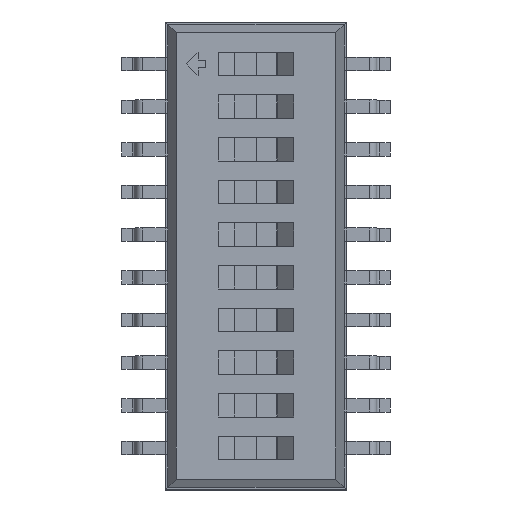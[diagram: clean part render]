
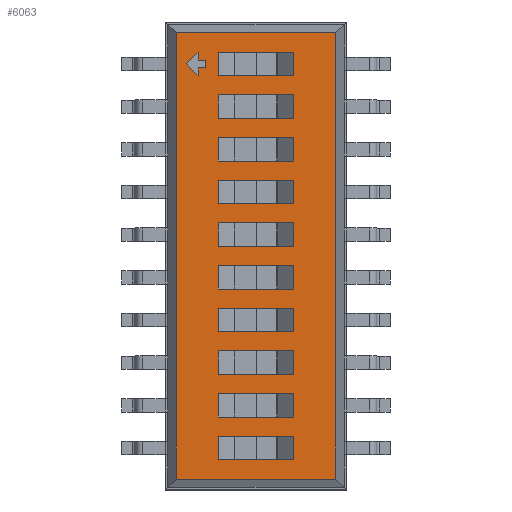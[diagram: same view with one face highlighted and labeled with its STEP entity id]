
A CAD part, top view. The second image highlights one B-rep face of the part: STEP entity #6063.
In plain terms, the highlighted planar face has unit normal (0, 0, 1).
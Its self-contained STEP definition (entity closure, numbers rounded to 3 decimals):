
#27=VECTOR('',#28,1.);
#28=DIRECTION('',(0.,1.,0.));
#34=VECTOR('',#35,1.);
#35=DIRECTION('',(-1.,0.,0.));
#41=VECTOR('',#42,1.);
#42=DIRECTION('',(0.,-1.,0.));
#46=VECTOR('',#47,1.);
#47=DIRECTION('',(1.,0.,0.));
#50=DIRECTION('',(0.,0.,-1.));
#4099=VERTEX_POINT('',#4100);
#4100=CARTESIAN_POINT('',(2.375,6.64,2.6));
#4102=ORIENTED_EDGE('',*,*,#4103,.F.);
#4103=EDGE_CURVE('',#4104,#4099,#4106,.T.);
#4104=VERTEX_POINT('',#4105);
#4105=CARTESIAN_POINT('',(2.375,-6.64,2.6));
#4106=LINE('',#4105,#27);
#5059=VERTEX_POINT('',#5060);
#5060=CARTESIAN_POINT('',(-2.375,6.64,2.6));
#5062=ORIENTED_EDGE('',*,*,#5063,.F.);
#5063=EDGE_CURVE('',#4099,#5059,#5064,.T.);
#5064=LINE('',#4100,#34);
#5103=VERTEX_POINT('',#5104);
#5104=CARTESIAN_POINT('',(-2.375,-6.64,2.6));
#5106=ORIENTED_EDGE('',*,*,#5107,.F.);
#5107=EDGE_CURVE('',#5059,#5103,#5108,.T.);
#5108=LINE('',#5060,#41);
#6058=ORIENTED_EDGE('',*,*,#6059,.F.);
#6059=EDGE_CURVE('',#5103,#4104,#6060,.T.);
#6060=LINE('',#5104,#46);
#6063=ADVANCED_FACE('',(#6064,#6066,#6088,#6110,#6132,#6154,#6176,#6198,#6220,#6242,#6264,#6286),#6327,.F.);
#6064=FACE_BOUND('',#6065,.F.);
#6065=EDGE_LOOP('',(#4102,#6058,#5106,#5062));
#6066=FACE_BOUND('',#6067,.F.);
#6067=EDGE_LOOP('',(#6068,#6075,#6080,#6085));
#6068=ORIENTED_EDGE('',*,*,#6069,.T.);
#6069=EDGE_CURVE('',#6070,#6072,#6074,.T.);
#6070=VERTEX_POINT('',#6071);
#6071=CARTESIAN_POINT('',(-1.125,-4.095,2.6));
#6072=VERTEX_POINT('',#6073);
#6073=CARTESIAN_POINT('',(-1.125,-4.795,2.6));
#6074=LINE('',#6071,#41);
#6075=ORIENTED_EDGE('',*,*,#6076,.T.);
#6076=EDGE_CURVE('',#6072,#6077,#6079,.T.);
#6077=VERTEX_POINT('',#6078);
#6078=CARTESIAN_POINT('',(1.125,-4.795,2.6));
#6079=LINE('',#6073,#46);
#6080=ORIENTED_EDGE('',*,*,#6081,.T.);
#6081=EDGE_CURVE('',#6077,#6082,#6084,.T.);
#6082=VERTEX_POINT('',#6083);
#6083=CARTESIAN_POINT('',(1.125,-4.095,2.6));
#6084=LINE('',#6078,#27);
#6085=ORIENTED_EDGE('',*,*,#6086,.T.);
#6086=EDGE_CURVE('',#6082,#6070,#6087,.T.);
#6087=LINE('',#6083,#34);
#6088=FACE_BOUND('',#6089,.F.);
#6089=EDGE_LOOP('',(#6090,#6097,#6102,#6107));
#6090=ORIENTED_EDGE('',*,*,#6091,.T.);
#6091=EDGE_CURVE('',#6092,#6094,#6096,.T.);
#6092=VERTEX_POINT('',#6093);
#6093=CARTESIAN_POINT('',(1.125,-5.365,2.6));
#6094=VERTEX_POINT('',#6095);
#6095=CARTESIAN_POINT('',(-1.125,-5.365,2.6));
#6096=LINE('',#6093,#34);
#6097=ORIENTED_EDGE('',*,*,#6098,.T.);
#6098=EDGE_CURVE('',#6094,#6099,#6101,.T.);
#6099=VERTEX_POINT('',#6100);
#6100=CARTESIAN_POINT('',(-1.125,-6.065,2.6));
#6101=LINE('',#6095,#41);
#6102=ORIENTED_EDGE('',*,*,#6103,.T.);
#6103=EDGE_CURVE('',#6099,#6104,#6106,.T.);
#6104=VERTEX_POINT('',#6105);
#6105=CARTESIAN_POINT('',(1.125,-6.065,2.6));
#6106=LINE('',#6100,#46);
#6107=ORIENTED_EDGE('',*,*,#6108,.T.);
#6108=EDGE_CURVE('',#6104,#6092,#6109,.T.);
#6109=LINE('',#6105,#27);
#6110=FACE_BOUND('',#6111,.F.);
#6111=EDGE_LOOP('',(#6112,#6119,#6124,#6129));
#6112=ORIENTED_EDGE('',*,*,#6113,.T.);
#6113=EDGE_CURVE('',#6114,#6116,#6118,.T.);
#6114=VERTEX_POINT('',#6115);
#6115=CARTESIAN_POINT('',(-1.125,-3.525,2.6));
#6116=VERTEX_POINT('',#6117);
#6117=CARTESIAN_POINT('',(1.125,-3.525,2.6));
#6118=LINE('',#6115,#46);
#6119=ORIENTED_EDGE('',*,*,#6120,.T.);
#6120=EDGE_CURVE('',#6116,#6121,#6123,.T.);
#6121=VERTEX_POINT('',#6122);
#6122=CARTESIAN_POINT('',(1.125,-2.825,2.6));
#6123=LINE('',#6117,#27);
#6124=ORIENTED_EDGE('',*,*,#6125,.T.);
#6125=EDGE_CURVE('',#6121,#6126,#6128,.T.);
#6126=VERTEX_POINT('',#6127);
#6127=CARTESIAN_POINT('',(-1.125,-2.825,2.6));
#6128=LINE('',#6122,#34);
#6129=ORIENTED_EDGE('',*,*,#6130,.T.);
#6130=EDGE_CURVE('',#6126,#6114,#6131,.T.);
#6131=LINE('',#6127,#41);
#6132=FACE_BOUND('',#6133,.F.);
#6133=EDGE_LOOP('',(#6134,#6141,#6146,#6151));
#6134=ORIENTED_EDGE('',*,*,#6135,.T.);
#6135=EDGE_CURVE('',#6136,#6138,#6140,.T.);
#6136=VERTEX_POINT('',#6137);
#6137=CARTESIAN_POINT('',(1.125,-0.985,2.6));
#6138=VERTEX_POINT('',#6139);
#6139=CARTESIAN_POINT('',(1.125,-0.285,2.6));
#6140=LINE('',#6137,#27);
#6141=ORIENTED_EDGE('',*,*,#6142,.T.);
#6142=EDGE_CURVE('',#6138,#6143,#6145,.T.);
#6143=VERTEX_POINT('',#6144);
#6144=CARTESIAN_POINT('',(-1.125,-0.285,2.6));
#6145=LINE('',#6139,#34);
#6146=ORIENTED_EDGE('',*,*,#6147,.T.);
#6147=EDGE_CURVE('',#6143,#6148,#6150,.T.);
#6148=VERTEX_POINT('',#6149);
#6149=CARTESIAN_POINT('',(-1.125,-0.985,2.6));
#6150=LINE('',#6144,#41);
#6151=ORIENTED_EDGE('',*,*,#6152,.T.);
#6152=EDGE_CURVE('',#6148,#6136,#6153,.T.);
#6153=LINE('',#6149,#46);
#6154=FACE_BOUND('',#6155,.F.);
#6155=EDGE_LOOP('',(#6156,#6163,#6168,#6173));
#6156=ORIENTED_EDGE('',*,*,#6157,.T.);
#6157=EDGE_CURVE('',#6158,#6160,#6162,.T.);
#6158=VERTEX_POINT('',#6159);
#6159=CARTESIAN_POINT('',(1.125,-1.555,2.6));
#6160=VERTEX_POINT('',#6161);
#6161=CARTESIAN_POINT('',(-1.125,-1.555,2.6));
#6162=LINE('',#6159,#34);
#6163=ORIENTED_EDGE('',*,*,#6164,.T.);
#6164=EDGE_CURVE('',#6160,#6165,#6167,.T.);
#6165=VERTEX_POINT('',#6166);
#6166=CARTESIAN_POINT('',(-1.125,-2.255,2.6));
#6167=LINE('',#6161,#41);
#6168=ORIENTED_EDGE('',*,*,#6169,.T.);
#6169=EDGE_CURVE('',#6165,#6170,#6172,.T.);
#6170=VERTEX_POINT('',#6171);
#6171=CARTESIAN_POINT('',(1.125,-2.255,2.6));
#6172=LINE('',#6166,#46);
#6173=ORIENTED_EDGE('',*,*,#6174,.T.);
#6174=EDGE_CURVE('',#6170,#6158,#6175,.T.);
#6175=LINE('',#6171,#27);
#6176=FACE_BOUND('',#6177,.F.);
#6177=EDGE_LOOP('',(#6178,#6185,#6190,#6195));
#6178=ORIENTED_EDGE('',*,*,#6179,.T.);
#6179=EDGE_CURVE('',#6180,#6182,#6184,.T.);
#6180=VERTEX_POINT('',#6181);
#6181=CARTESIAN_POINT('',(-1.125,3.525,2.6));
#6182=VERTEX_POINT('',#6183);
#6183=CARTESIAN_POINT('',(-1.125,2.825,2.6));
#6184=LINE('',#6181,#41);
#6185=ORIENTED_EDGE('',*,*,#6186,.T.);
#6186=EDGE_CURVE('',#6182,#6187,#6189,.T.);
#6187=VERTEX_POINT('',#6188);
#6188=CARTESIAN_POINT('',(1.125,2.825,2.6));
#6189=LINE('',#6183,#46);
#6190=ORIENTED_EDGE('',*,*,#6191,.T.);
#6191=EDGE_CURVE('',#6187,#6192,#6194,.T.);
#6192=VERTEX_POINT('',#6193);
#6193=CARTESIAN_POINT('',(1.125,3.525,2.6));
#6194=LINE('',#6188,#27);
#6195=ORIENTED_EDGE('',*,*,#6196,.T.);
#6196=EDGE_CURVE('',#6192,#6180,#6197,.T.);
#6197=LINE('',#6193,#34);
#6198=FACE_BOUND('',#6199,.F.);
#6199=EDGE_LOOP('',(#6200,#6207,#6212,#6217));
#6200=ORIENTED_EDGE('',*,*,#6201,.T.);
#6201=EDGE_CURVE('',#6202,#6204,#6206,.T.);
#6202=VERTEX_POINT('',#6203);
#6203=CARTESIAN_POINT('',(1.125,1.555,2.6));
#6204=VERTEX_POINT('',#6205);
#6205=CARTESIAN_POINT('',(1.125,2.255,2.6));
#6206=LINE('',#6203,#27);
#6207=ORIENTED_EDGE('',*,*,#6208,.T.);
#6208=EDGE_CURVE('',#6204,#6209,#6211,.T.);
#6209=VERTEX_POINT('',#6210);
#6210=CARTESIAN_POINT('',(-1.125,2.255,2.6));
#6211=LINE('',#6205,#34);
#6212=ORIENTED_EDGE('',*,*,#6213,.T.);
#6213=EDGE_CURVE('',#6209,#6214,#6216,.T.);
#6214=VERTEX_POINT('',#6215);
#6215=CARTESIAN_POINT('',(-1.125,1.555,2.6));
#6216=LINE('',#6210,#41);
#6217=ORIENTED_EDGE('',*,*,#6218,.T.);
#6218=EDGE_CURVE('',#6214,#6202,#6219,.T.);
#6219=LINE('',#6215,#46);
#6220=FACE_BOUND('',#6221,.F.);
#6221=EDGE_LOOP('',(#6222,#6229,#6234,#6239));
#6222=ORIENTED_EDGE('',*,*,#6223,.T.);
#6223=EDGE_CURVE('',#6224,#6226,#6228,.T.);
#6224=VERTEX_POINT('',#6225);
#6225=CARTESIAN_POINT('',(-1.125,0.985,2.6));
#6226=VERTEX_POINT('',#6227);
#6227=CARTESIAN_POINT('',(-1.125,0.285,2.6));
#6228=LINE('',#6225,#41);
#6229=ORIENTED_EDGE('',*,*,#6230,.T.);
#6230=EDGE_CURVE('',#6226,#6231,#6233,.T.);
#6231=VERTEX_POINT('',#6232);
#6232=CARTESIAN_POINT('',(1.125,0.285,2.6));
#6233=LINE('',#6227,#46);
#6234=ORIENTED_EDGE('',*,*,#6235,.T.);
#6235=EDGE_CURVE('',#6231,#6236,#6238,.T.);
#6236=VERTEX_POINT('',#6237);
#6237=CARTESIAN_POINT('',(1.125,0.985,2.6));
#6238=LINE('',#6232,#27);
#6239=ORIENTED_EDGE('',*,*,#6240,.T.);
#6240=EDGE_CURVE('',#6236,#6224,#6241,.T.);
#6241=LINE('',#6237,#34);
#6242=FACE_BOUND('',#6243,.F.);
#6243=EDGE_LOOP('',(#6244,#6251,#6256,#6261));
#6244=ORIENTED_EDGE('',*,*,#6245,.T.);
#6245=EDGE_CURVE('',#6246,#6248,#6250,.T.);
#6246=VERTEX_POINT('',#6247);
#6247=CARTESIAN_POINT('',(-1.125,4.795,2.6));
#6248=VERTEX_POINT('',#6249);
#6249=CARTESIAN_POINT('',(-1.125,4.095,2.6));
#6250=LINE('',#6247,#41);
#6251=ORIENTED_EDGE('',*,*,#6252,.T.);
#6252=EDGE_CURVE('',#6248,#6253,#6255,.T.);
#6253=VERTEX_POINT('',#6254);
#6254=CARTESIAN_POINT('',(1.125,4.095,2.6));
#6255=LINE('',#6249,#46);
#6256=ORIENTED_EDGE('',*,*,#6257,.T.);
#6257=EDGE_CURVE('',#6253,#6258,#6260,.T.);
#6258=VERTEX_POINT('',#6259);
#6259=CARTESIAN_POINT('',(1.125,4.795,2.6));
#6260=LINE('',#6254,#27);
#6261=ORIENTED_EDGE('',*,*,#6262,.T.);
#6262=EDGE_CURVE('',#6258,#6246,#6263,.T.);
#6263=LINE('',#6259,#34);
#6264=FACE_BOUND('',#6265,.F.);
#6265=EDGE_LOOP('',(#6266,#6273,#6278,#6283));
#6266=ORIENTED_EDGE('',*,*,#6267,.T.);
#6267=EDGE_CURVE('',#6268,#6270,#6272,.T.);
#6268=VERTEX_POINT('',#6269);
#6269=CARTESIAN_POINT('',(-1.125,5.365,2.6));
#6270=VERTEX_POINT('',#6271);
#6271=CARTESIAN_POINT('',(1.125,5.365,2.6));
#6272=LINE('',#6269,#46);
#6273=ORIENTED_EDGE('',*,*,#6274,.T.);
#6274=EDGE_CURVE('',#6270,#6275,#6277,.T.);
#6275=VERTEX_POINT('',#6276);
#6276=CARTESIAN_POINT('',(1.125,6.065,2.6));
#6277=LINE('',#6271,#27);
#6278=ORIENTED_EDGE('',*,*,#6279,.T.);
#6279=EDGE_CURVE('',#6275,#6280,#6282,.T.);
#6280=VERTEX_POINT('',#6281);
#6281=CARTESIAN_POINT('',(-1.125,6.065,2.6));
#6282=LINE('',#6276,#34);
#6283=ORIENTED_EDGE('',*,*,#6284,.T.);
#6284=EDGE_CURVE('',#6280,#6268,#6285,.T.);
#6285=LINE('',#6281,#41);
#6286=FACE_BOUND('',#6287,.F.);
#6287=EDGE_LOOP('',(#6288,#6297,#6304,#6309,#6314,#6319,#6324));
#6288=ORIENTED_EDGE('',*,*,#6289,.T.);
#6289=EDGE_CURVE('',#6290,#6292,#6294,.T.);
#6290=VERTEX_POINT('',#6291);
#6291=CARTESIAN_POINT('',(-1.725,6.065,2.6));
#6292=VERTEX_POINT('',#6293);
#6293=CARTESIAN_POINT('',(-2.075,5.715,2.6));
#6294=LINE('',#6291,#6295);
#6295=VECTOR('',#6296,1.);
#6296=DIRECTION('',(-0.707,-0.707,0.));
#6297=ORIENTED_EDGE('',*,*,#6298,.T.);
#6298=EDGE_CURVE('',#6292,#6299,#6301,.T.);
#6299=VERTEX_POINT('',#6300);
#6300=CARTESIAN_POINT('',(-1.725,5.365,2.6));
#6301=LINE('',#6293,#6302);
#6302=VECTOR('',#6303,1.);
#6303=DIRECTION('',(0.707,-0.707,0.));
#6304=ORIENTED_EDGE('',*,*,#6305,.T.);
#6305=EDGE_CURVE('',#6299,#6306,#6308,.T.);
#6306=VERTEX_POINT('',#6307);
#6307=CARTESIAN_POINT('',(-1.725,5.598,2.6));
#6308=LINE('',#6300,#27);
#6309=ORIENTED_EDGE('',*,*,#6310,.T.);
#6310=EDGE_CURVE('',#6306,#6311,#6313,.T.);
#6311=VERTEX_POINT('',#6312);
#6312=CARTESIAN_POINT('',(-1.492,5.598,2.6));
#6313=LINE('',#6307,#46);
#6314=ORIENTED_EDGE('',*,*,#6315,.T.);
#6315=EDGE_CURVE('',#6311,#6316,#6318,.T.);
#6316=VERTEX_POINT('',#6317);
#6317=CARTESIAN_POINT('',(-1.492,5.832,2.6));
#6318=LINE('',#6312,#27);
#6319=ORIENTED_EDGE('',*,*,#6320,.T.);
#6320=EDGE_CURVE('',#6316,#6321,#6323,.T.);
#6321=VERTEX_POINT('',#6322);
#6322=CARTESIAN_POINT('',(-1.725,5.832,2.6));
#6323=LINE('',#6317,#34);
#6324=ORIENTED_EDGE('',*,*,#6325,.T.);
#6325=EDGE_CURVE('',#6321,#6290,#6326,.T.);
#6326=LINE('',#6322,#27);
#6327=PLANE('',#6328);
#6328=AXIS2_PLACEMENT_3D('',#4105,#50,#6329);
#6329=DIRECTION('',(-0.337,0.942,0.));
